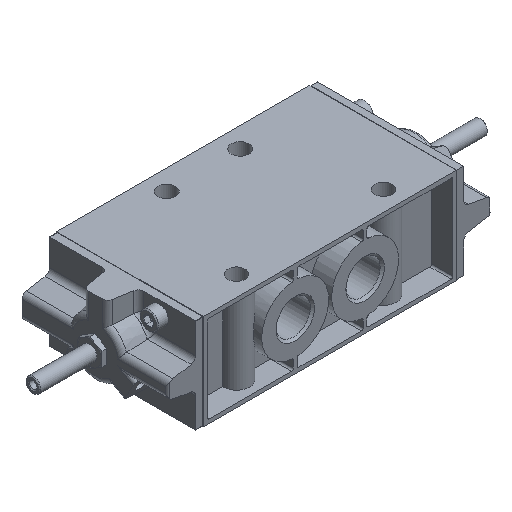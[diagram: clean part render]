
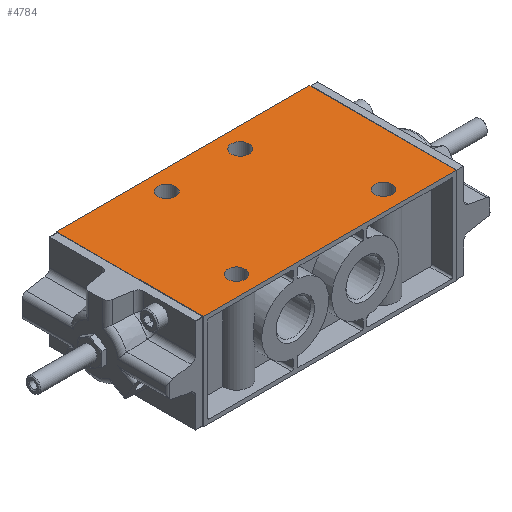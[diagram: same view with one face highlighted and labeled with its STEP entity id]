
A CAD part, isometric view. The second image highlights one B-rep face of the part: STEP entity #4784.
In plain terms, the highlighted planar face has unit normal (0, 0, 1).
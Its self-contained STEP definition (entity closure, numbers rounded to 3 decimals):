
#484=LINE('',#8051,#799);
#486=LINE('',#8059,#801);
#487=LINE('',#8061,#802);
#488=LINE('',#8063,#803);
#799=VECTOR('',#6167,1000.);
#801=VECTOR('',#6175,1000.);
#802=VECTOR('',#6176,1000.);
#803=VECTOR('',#6177,1000.);
#1391=ORIENTED_EDGE('',*,*,#2690,.T.);
#1392=ORIENTED_EDGE('',*,*,#2691,.T.);
#1393=ORIENTED_EDGE('',*,*,#2692,.F.);
#1394=ORIENTED_EDGE('',*,*,#2693,.T.);
#1395=ORIENTED_EDGE('',*,*,#2694,.T.);
#1396=ORIENTED_EDGE('',*,*,#2688,.T.);
#1397=ORIENTED_EDGE('',*,*,#2695,.T.);
#1398=ORIENTED_EDGE('',*,*,#2696,.T.);
#2688=EDGE_CURVE('',#3294,#3293,#484,.T.);
#2690=EDGE_CURVE('',#3295,#3295,#3607,.F.);
#2691=EDGE_CURVE('',#3296,#3296,#3608,.F.);
#2692=EDGE_CURVE('',#3297,#3293,#486,.T.);
#2693=EDGE_CURVE('',#3297,#3298,#487,.T.);
#2694=EDGE_CURVE('',#3298,#3294,#488,.T.);
#2695=EDGE_CURVE('',#3299,#3299,#3609,.F.);
#2696=EDGE_CURVE('',#3300,#3300,#3610,.F.);
#3293=VERTEX_POINT('',#8050);
#3294=VERTEX_POINT('',#8052);
#3295=VERTEX_POINT('',#8056);
#3296=VERTEX_POINT('',#8058);
#3297=VERTEX_POINT('',#8060);
#3298=VERTEX_POINT('',#8062);
#3299=VERTEX_POINT('',#8065);
#3300=VERTEX_POINT('',#8067);
#3607=CIRCLE('',#5232,4.8);
#3608=CIRCLE('',#5233,4.8);
#3609=CIRCLE('',#5234,4.8);
#3610=CIRCLE('',#5235,4.8);
#3843=EDGE_LOOP('',(#1391));
#3844=EDGE_LOOP('',(#1392));
#3845=EDGE_LOOP('',(#1393,#1394,#1395,#1396));
#3846=EDGE_LOOP('',(#1397));
#3847=EDGE_LOOP('',(#1398));
#4246=FACE_BOUND('',#3843,.T.);
#4247=FACE_BOUND('',#3844,.T.);
#4248=FACE_BOUND('',#3845,.T.);
#4249=FACE_BOUND('',#3846,.T.);
#4250=FACE_BOUND('',#3847,.T.);
#4590=PLANE('',#5231);
#4784=ADVANCED_FACE('',(#4246,#4247,#4248,#4249,#4250),#4590,.T.);
#5231=AXIS2_PLACEMENT_3D('',#8054,#6169,#6170);
#5232=AXIS2_PLACEMENT_3D('',#8055,#6171,#6172);
#5233=AXIS2_PLACEMENT_3D('',#8057,#6173,#6174);
#5234=AXIS2_PLACEMENT_3D('',#8064,#6178,#6179);
#5235=AXIS2_PLACEMENT_3D('',#8066,#6180,#6181);
#6167=DIRECTION('',(-1.,0.,0.));
#6169=DIRECTION('',(0.,0.,1.));
#6170=DIRECTION('',(1.,0.,0.));
#6171=DIRECTION('',(0.,0.,1.));
#6172=DIRECTION('',(1.,0.,0.));
#6173=DIRECTION('',(0.,0.,1.));
#6174=DIRECTION('',(1.,0.,0.));
#6175=DIRECTION('',(0.,1.,0.));
#6176=DIRECTION('',(1.,0.,0.));
#6177=DIRECTION('',(0.,1.,0.));
#6178=DIRECTION('',(0.,0.,1.));
#6179=DIRECTION('',(1.,0.,0.));
#6180=DIRECTION('',(0.,0.,1.));
#6181=DIRECTION('',(1.,0.,0.));
#8050=CARTESIAN_POINT('',(-69.,80.,26.));
#8051=CARTESIAN_POINT('',(88.,80.,26.));
#8052=CARTESIAN_POINT('',(69.,80.,26.));
#8054=CARTESIAN_POINT('',(-86.5,1.653,26.));
#8055=CARTESIAN_POINT('',(-20.,69.,26.));
#8056=CARTESIAN_POINT('',(-15.2,69.,26.));
#8057=CARTESIAN_POINT('',(20.,69.,26.));
#8058=CARTESIAN_POINT('',(24.8,69.,26.));
#8059=CARTESIAN_POINT('',(-69.,1.653,26.));
#8060=CARTESIAN_POINT('',(-69.,0.,26.));
#8061=CARTESIAN_POINT('',(-69.,0.,26.));
#8062=CARTESIAN_POINT('',(69.,0.,26.));
#8063=CARTESIAN_POINT('',(69.,1.653,26.));
#8064=CARTESIAN_POINT('',(40.,11.,26.));
#8065=CARTESIAN_POINT('',(44.8,11.,26.));
#8066=CARTESIAN_POINT('',(-40.,11.,26.));
#8067=CARTESIAN_POINT('',(-35.2,11.,26.));
